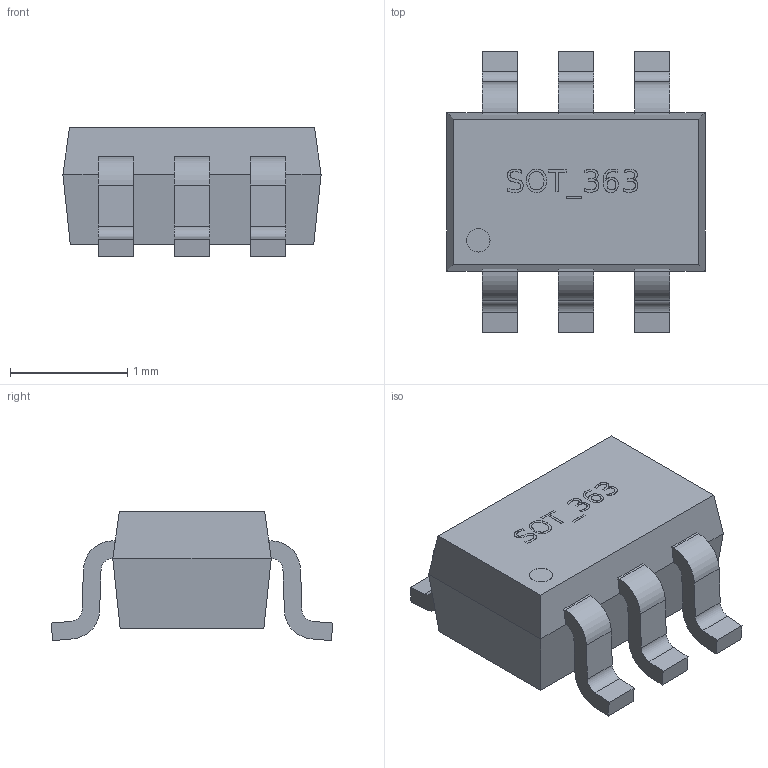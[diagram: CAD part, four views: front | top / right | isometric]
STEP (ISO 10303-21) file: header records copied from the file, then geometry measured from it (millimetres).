
FILE_DESCRIPTION(('FreeCAD Model'),'2;1');
FILE_NAME( 'SOT_363.step', '2016-08-12T17:43:16',('Author'),(''), 'Open CASCADE STEP processor 6.8','FreeCAD','Unknown');
FILE_SCHEMA(('AUTOMOTIVE_DESIGN_CC2 { 1 2 10303 214 -1 1 5 4 }'));
Length unit declared in the file: millimetre
Products named in the file (2): ASSEMBLY; SOT_363
Assembly tree (1 placements, depth 2):
  ASSEMBLY
    SOT_363
Bounding box: 2.2 x 2.4 x 1.1 mm (x, y, z)
Volume: 3 mm3; surface area: 17.7 mm2
Topology: 1 solids, 1 shells, 232 faces, 644 edges, 424 vertices
Faces by surface type: extrusion 112, plane 95, cylinder 25
Full cylindrical faces by diameter (mm): 0.2 x1
Entity records: 19732 total; most frequent: CARTESIAN_POINT 6170, DIRECTION 1768, VECTOR 1400, ORIENTED_EDGE 1288, LINE 1288, PCURVE 1288, DEFINITIONAL_REPRESENTATION 1288, B_SPLINE_CURVE_WITH_KNOTS 656
